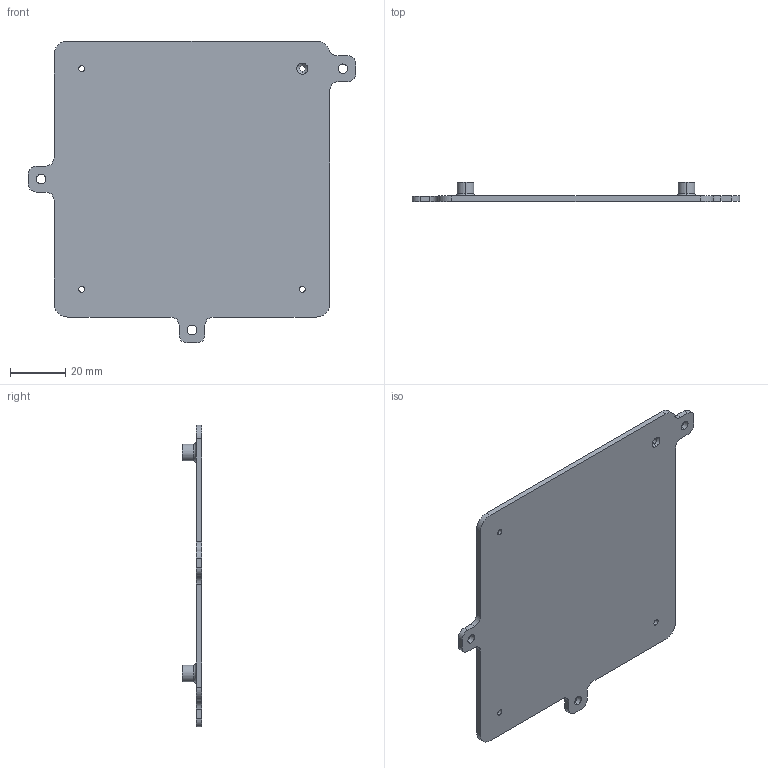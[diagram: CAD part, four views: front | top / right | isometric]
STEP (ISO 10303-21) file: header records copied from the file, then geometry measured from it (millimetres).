
FILE_DESCRIPTION (( 'STEP AP214' ), '1' );
FILE_NAME ('CF5Vs_PCB_Plate.STEP', '2025-01-11T16:49:34', ( '' ), ( '' ), 'SwSTEP 2.0', 'SolidWorks 2025', '' );
FILE_SCHEMA (( 'AUTOMOTIVE_DESIGN' ));
Length unit declared in the file: millimetre
Products named in the file (1): CF5Vs_PCB_Plate
Bounding box: 118.8 x 7 x 109.4 mm (x, y, z)
Volume: 20901.1 mm3; surface area: 21852.7 mm2
Topology: 1 solids, 1 shells, 77 faces, 195 edges, 124 vertices
Faces by surface type: cylinder 38, plane 21, cone 10, torus 8
Entity records: 2398 total; most frequent: DIRECTION 453, CARTESIAN_POINT 397, ORIENTED_EDGE 390, EDGE_CURVE 195, AXIS2_PLACEMENT_3D 180, VERTEX_POINT 124, CIRCLE 102, EDGE_LOOP 95
